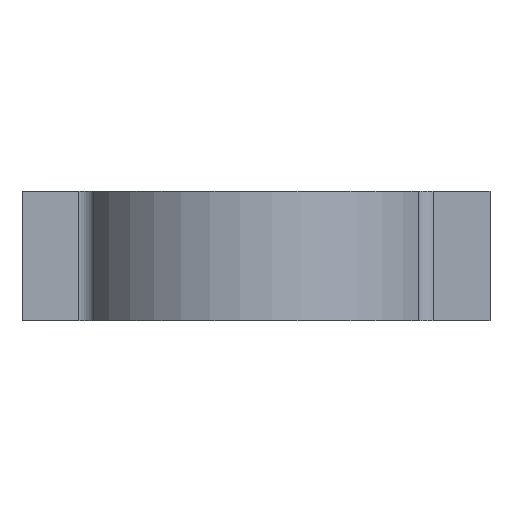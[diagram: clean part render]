
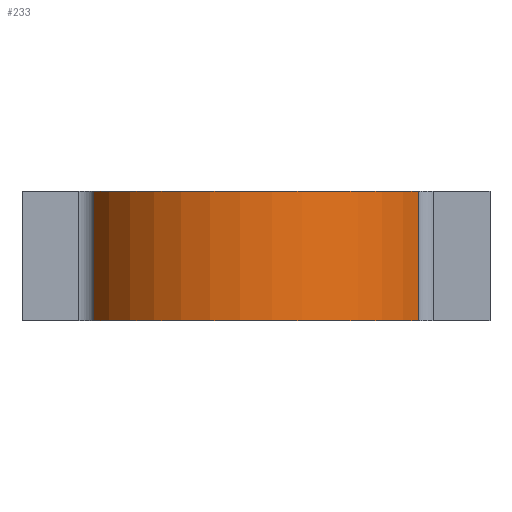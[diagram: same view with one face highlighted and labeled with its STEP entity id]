
A CAD part, front view. The second image highlights one B-rep face of the part: STEP entity #233.
In plain terms, the highlighted cylindrical face has radius 11 mm (diameter 22 mm), a partial arc.
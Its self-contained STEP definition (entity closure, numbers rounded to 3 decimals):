
#40 = CARTESIAN_POINT ( 'NONE',  ( -85.175, 0.25, 7.9 ) ) ;
#68 = AXIS2_PLACEMENT_3D ( 'NONE', #856, #262, #206 ) ;
#79 = DIRECTION ( 'NONE',  ( 0., 0., -1. ) ) ;
#106 = ORIENTED_EDGE ( 'NONE', *, *, #351, .T. ) ;
#121 = VERTEX_POINT ( 'NONE', #650 ) ;
#126 = VERTEX_POINT ( 'NONE', #215 ) ;
#135 = AXIS2_PLACEMENT_3D ( 'NONE', #501, #79, #365 ) ;
#162 = DIRECTION ( 'NONE',  ( 0., 0., -1. ) ) ;
#173 = EDGE_LOOP ( 'NONE', ( #754, #918, #883, #106 ) ) ;
#193 = CARTESIAN_POINT ( 'NONE',  ( -75.283, -4.563, 7.9 ) ) ;
#206 = DIRECTION ( 'NONE',  ( 1., 0., 0. ) ) ;
#207 = CIRCLE ( 'NONE', #135, 11. ) ;
#215 = CARTESIAN_POINT ( 'NONE',  ( -75.283, -4.563, 0. ) ) ;
#226 = CIRCLE ( 'NONE', #68, 11. ) ;
#233 = ADVANCED_FACE ( 'NONE', ( #890 ), #458, .T. ) ;
#262 = DIRECTION ( 'NONE',  ( 0., 0., 1. ) ) ;
#274 = DIRECTION ( 'NONE',  ( 0., 0., -1. ) ) ;
#351 = EDGE_CURVE ( 'NONE', #121, #768, #621, .T. ) ;
#362 = VERTEX_POINT ( 'NONE', #193 ) ;
#365 = DIRECTION ( 'NONE',  ( -1., 0., 0. ) ) ;
#458 = CYLINDRICAL_SURFACE ( 'NONE', #922, 11. ) ;
#484 = CARTESIAN_POINT ( 'NONE',  ( -95.066, -4.563, 0. ) ) ;
#501 = CARTESIAN_POINT ( 'NONE',  ( -85.175, 0.25, 0. ) ) ;
#540 = EDGE_CURVE ( 'NONE', #362, #126, #569, .T. ) ;
#541 = VECTOR ( 'NONE', #274, 1000. ) ;
#549 = VECTOR ( 'NONE', #608, 1000. ) ;
#569 = LINE ( 'NONE', #921, #541 ) ;
#578 = EDGE_CURVE ( 'NONE', #126, #768, #207, .T. ) ;
#608 = DIRECTION ( 'NONE',  ( 0., 0., -1. ) ) ;
#621 = LINE ( 'NONE', #694, #549 ) ;
#650 = CARTESIAN_POINT ( 'NONE',  ( -95.066, -4.563, 7.9 ) ) ;
#694 = CARTESIAN_POINT ( 'NONE',  ( -95.066, -4.563, 7.9 ) ) ;
#754 = ORIENTED_EDGE ( 'NONE', *, *, #578, .F. ) ;
#768 = VERTEX_POINT ( 'NONE', #484 ) ;
#856 = CARTESIAN_POINT ( 'NONE',  ( -85.175, 0.25, 7.9 ) ) ;
#858 = EDGE_CURVE ( 'NONE', #121, #362, #226, .T. ) ;
#881 = DIRECTION ( 'NONE',  ( -1., 0., 0. ) ) ;
#883 = ORIENTED_EDGE ( 'NONE', *, *, #858, .F. ) ;
#890 = FACE_OUTER_BOUND ( 'NONE', #173, .T. ) ;
#918 = ORIENTED_EDGE ( 'NONE', *, *, #540, .F. ) ;
#921 = CARTESIAN_POINT ( 'NONE',  ( -75.283, -4.563, 7.9 ) ) ;
#922 = AXIS2_PLACEMENT_3D ( 'NONE', #40, #162, #881 ) ;
